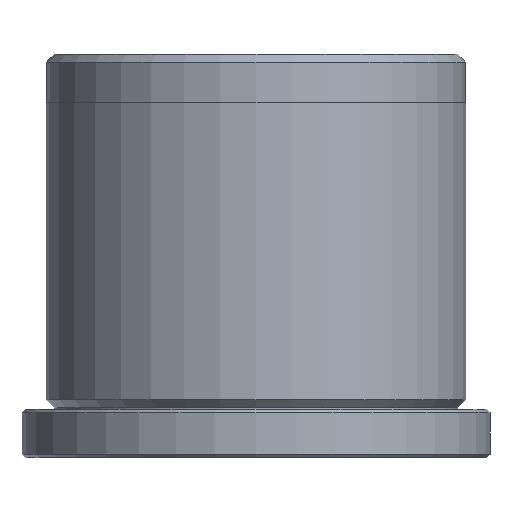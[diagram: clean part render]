
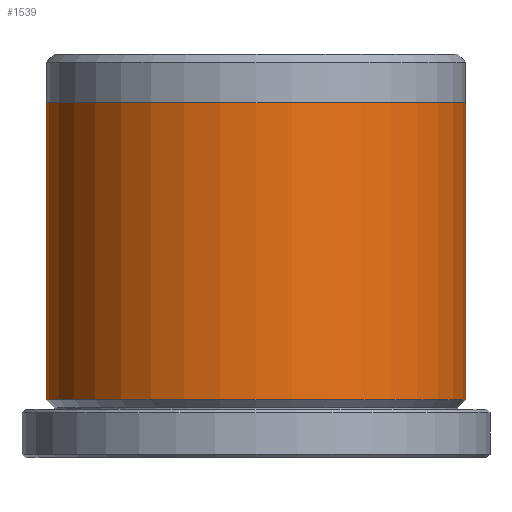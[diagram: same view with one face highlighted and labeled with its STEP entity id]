
A CAD part, front view. The second image highlights one B-rep face of the part: STEP entity #1539.
In plain terms, the highlighted cylindrical face has radius 13 mm (diameter 26 mm), a partial arc.
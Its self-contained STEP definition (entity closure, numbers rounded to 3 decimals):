
#39 = ORIENTED_EDGE ( 'NONE', *, *, #285, .F. ) ;
#66 = DIRECTION ( 'NONE',  ( 0., 0., -1. ) ) ;
#80 = ORIENTED_EDGE ( 'NONE', *, *, #884, .F. ) ;
#195 = CARTESIAN_POINT ( 'NONE',  ( -13., 0., 22. ) ) ;
#258 = VECTOR ( 'NONE', #491, 1000. ) ;
#282 = EDGE_LOOP ( 'NONE', ( #39, #387, #1071, #80 ) ) ;
#285 = EDGE_CURVE ( 'NONE', #1107, #1104, #1385, .T. ) ;
#310 = EDGE_CURVE ( 'NONE', #851, #1107, #1303, .T. ) ;
#363 = CARTESIAN_POINT ( 'NONE',  ( -13., 0., 25. ) ) ;
#387 = ORIENTED_EDGE ( 'NONE', *, *, #310, .F. ) ;
#412 = CIRCLE ( 'NONE', #414, 13. ) ;
#414 = AXIS2_PLACEMENT_3D ( 'NONE', #840, #66, #975 ) ;
#418 = CARTESIAN_POINT ( 'NONE',  ( 13., 0., 3.6 ) ) ;
#420 = VERTEX_POINT ( 'NONE', #1605 ) ;
#451 = CARTESIAN_POINT ( 'NONE',  ( 0., 0., 22. ) ) ;
#475 = CYLINDRICAL_SURFACE ( 'NONE', #834, 13. ) ;
#491 = DIRECTION ( 'NONE',  ( 0., 0., -1. ) ) ;
#541 = CARTESIAN_POINT ( 'NONE',  ( 13., 0., 22. ) ) ;
#568 = DIRECTION ( 'NONE',  ( 0., 0., -1. ) ) ;
#577 = DIRECTION ( 'NONE',  ( 1., 0., 0. ) ) ;
#636 = DIRECTION ( 'NONE',  ( 0., 0., -1. ) ) ;
#827 = VECTOR ( 'NONE', #568, 1000. ) ;
#834 = AXIS2_PLACEMENT_3D ( 'NONE', #1399, #636, #1519 ) ;
#840 = CARTESIAN_POINT ( 'NONE',  ( 0., 0., 3.6 ) ) ;
#851 = VERTEX_POINT ( 'NONE', #195 ) ;
#884 = EDGE_CURVE ( 'NONE', #1104, #420, #412, .T. ) ;
#908 = AXIS2_PLACEMENT_3D ( 'NONE', #451, #1336, #577 ) ;
#975 = DIRECTION ( 'NONE',  ( -1., 0., 0. ) ) ;
#1071 = ORIENTED_EDGE ( 'NONE', *, *, #1499, .T. ) ;
#1104 = VERTEX_POINT ( 'NONE', #418 ) ;
#1107 = VERTEX_POINT ( 'NONE', #541 ) ;
#1160 = FACE_OUTER_BOUND ( 'NONE', #282, .T. ) ;
#1303 = CIRCLE ( 'NONE', #908, 13. ) ;
#1305 = LINE ( 'NONE', #363, #258 ) ;
#1330 = CARTESIAN_POINT ( 'NONE',  ( 13., 0., 25. ) ) ;
#1336 = DIRECTION ( 'NONE',  ( 0., 0., 1. ) ) ;
#1385 = LINE ( 'NONE', #1330, #827 ) ;
#1399 = CARTESIAN_POINT ( 'NONE',  ( 0., 0., 25. ) ) ;
#1499 = EDGE_CURVE ( 'NONE', #851, #420, #1305, .T. ) ;
#1519 = DIRECTION ( 'NONE',  ( -1., 0., 0. ) ) ;
#1539 = ADVANCED_FACE ( 'NONE', ( #1160 ), #475, .T. ) ;
#1605 = CARTESIAN_POINT ( 'NONE',  ( -13., 0., 3.6 ) ) ;
